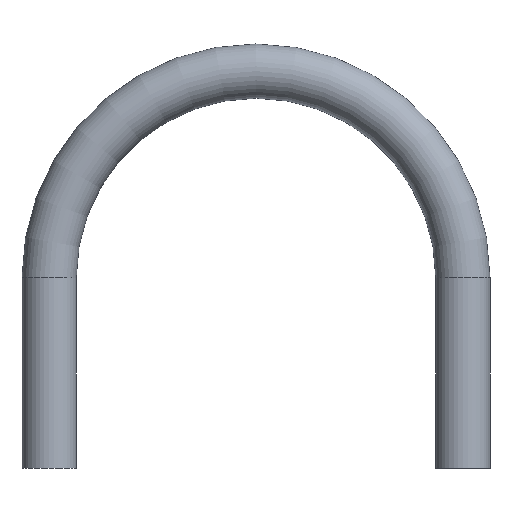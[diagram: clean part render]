
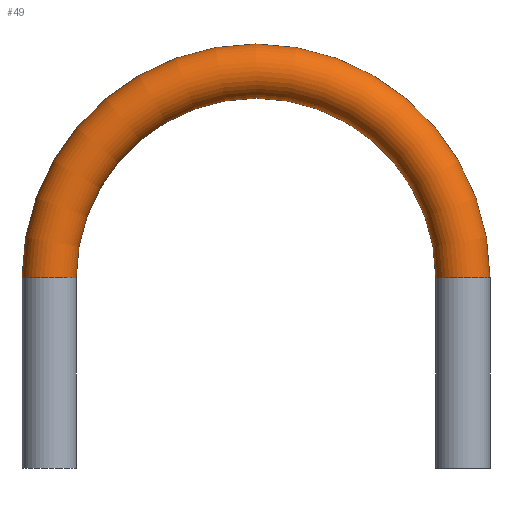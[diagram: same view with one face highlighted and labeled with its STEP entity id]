
A CAD part, front view. The second image highlights one B-rep face of the part: STEP entity #49.
In plain terms, the highlighted toroidal (fillet/blend) face has major radius 3.81 mm and minor radius 0.5 mm.
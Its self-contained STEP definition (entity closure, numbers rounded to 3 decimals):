
#26=DIRECTION('',(1.,0.,0.));
#35=VERTEX_POINT('',#36);
#36=CARTESIAN_POINT('',(0.5,0.,0.5));
#41=EDGE_CURVE('',#35,#35,#42,.T.);
#42=CIRCLE('',#43,0.5);
#43=AXIS2_PLACEMENT_3D('',#44,#45,#26);
#44=CARTESIAN_POINT('',(0.,0.,0.5));
#45=DIRECTION('',(0.,0.,1.));
#49=ADVANCED_FACE('',(#50),#69,.T.);
#50=FACE_BOUND('',#51,.T.);
#51=EDGE_LOOP('',(#52,#60,#67,#68));
#52=ORIENTED_EDGE('',*,*,#53,.T.);
#53=EDGE_CURVE('',#35,#54,#56,.T.);
#54=VERTEX_POINT('',#55);
#55=CARTESIAN_POINT('',(7.12,0.,0.5));
#56=CIRCLE('',#57,3.31);
#57=AXIS2_PLACEMENT_3D('',#58,#59,#26);
#58=CARTESIAN_POINT('',(3.81,0.,0.5));
#59=DIRECTION('',(0.,1.,0.));
#60=ORIENTED_EDGE('',*,*,#61,.T.);
#61=EDGE_CURVE('',#54,#54,#62,.T.);
#62=CIRCLE('',#63,0.5);
#63=AXIS2_PLACEMENT_3D('',#64,#65,#66);
#64=CARTESIAN_POINT('',(7.62,0.,0.5));
#65=DIRECTION('',(0.,0.,1.));
#66=DIRECTION('',(1.,0.,0.));
#67=ORIENTED_EDGE('',*,*,#53,.F.);
#68=ORIENTED_EDGE('',*,*,#41,.T.);
#69=TOROIDAL_SURFACE('',#70,3.81,0.5);
#70=AXIS2_PLACEMENT_3D('',#71,#59,#26);
#71=CARTESIAN_POINT('',(3.81,0.,0.5));
